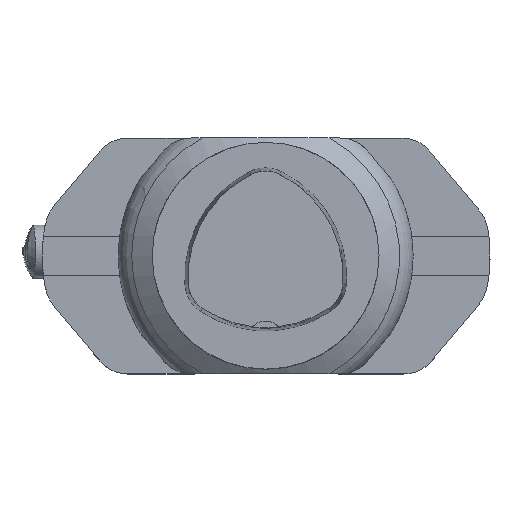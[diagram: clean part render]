
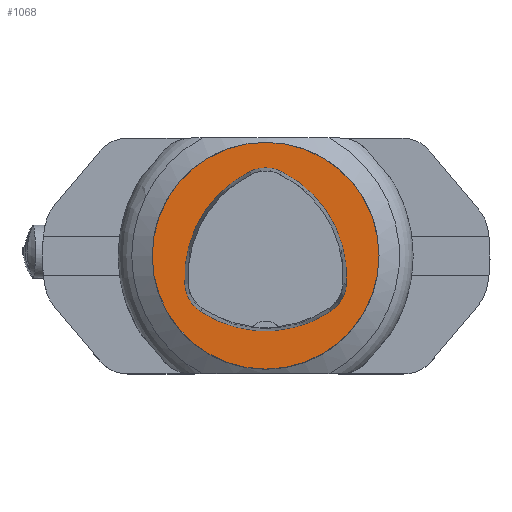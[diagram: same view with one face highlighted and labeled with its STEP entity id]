
A CAD part, top view. The second image highlights one B-rep face of the part: STEP entity #1068.
In plain terms, the highlighted planar face has unit normal (0, 0, 1).
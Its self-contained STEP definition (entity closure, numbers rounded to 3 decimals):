
#740=PLANE('',#8412);
#1068=ADVANCED_FACE('',(#1867,#1868),#740,.T.);
#1576=CIRCLE('',#8399,50.);
#1578=CIRCLE('',#8406,15.5);
#1579=CIRCLE('',#8407,52.);
#1580=CIRCLE('',#8408,15.5);
#1581=CIRCLE('',#8409,52.);
#1582=CIRCLE('',#8410,15.5);
#1583=CIRCLE('',#8411,52.);
#1867=FACE_BOUND('',#1981,.T.);
#1868=FACE_BOUND('',#1982,.T.);
#1981=EDGE_LOOP('',(#2526));
#1982=EDGE_LOOP('',(#2527,#2528,#2529,#2530,#2531,#2532));
#2526=ORIENTED_EDGE('',*,*,#5546,.F.);
#2527=ORIENTED_EDGE('',*,*,#5556,.T.);
#2528=ORIENTED_EDGE('',*,*,#5557,.T.);
#2529=ORIENTED_EDGE('',*,*,#5558,.T.);
#2530=ORIENTED_EDGE('',*,*,#5559,.T.);
#2531=ORIENTED_EDGE('',*,*,#5560,.T.);
#2532=ORIENTED_EDGE('',*,*,#5561,.T.);
#4782=VERTEX_POINT('',#11542);
#4792=VERTEX_POINT('',#11563);
#4793=VERTEX_POINT('',#11564);
#4794=VERTEX_POINT('',#11566);
#4795=VERTEX_POINT('',#11568);
#4796=VERTEX_POINT('',#11570);
#4797=VERTEX_POINT('',#11572);
#5546=EDGE_CURVE('',#4782,#4782,#1576,.T.);
#5556=EDGE_CURVE('',#4792,#4793,#1578,.T.);
#5557=EDGE_CURVE('',#4793,#4794,#1579,.T.);
#5558=EDGE_CURVE('',#4794,#4795,#1580,.T.);
#5559=EDGE_CURVE('',#4795,#4796,#1581,.T.);
#5560=EDGE_CURVE('',#4796,#4797,#1582,.T.);
#5561=EDGE_CURVE('',#4797,#4792,#1583,.T.);
#8399=AXIS2_PLACEMENT_3D('',#11541,#9199,#9200);
#8406=AXIS2_PLACEMENT_3D('',#11562,#9217,#9218);
#8407=AXIS2_PLACEMENT_3D('',#11565,#9219,#9220);
#8408=AXIS2_PLACEMENT_3D('',#11567,#9221,#9222);
#8409=AXIS2_PLACEMENT_3D('',#11569,#9223,#9224);
#8410=AXIS2_PLACEMENT_3D('',#11571,#9225,#9226);
#8411=AXIS2_PLACEMENT_3D('',#11573,#9227,#9228);
#8412=AXIS2_PLACEMENT_3D('',#11574,#9229,#9230);
#9199=DIRECTION('',(0.,0.,-1.));
#9200=DIRECTION('',(-1.,0.,0.));
#9217=DIRECTION('',(0.,0.,-1.));
#9218=DIRECTION('',(-0.5,0.866,0.));
#9219=DIRECTION('',(0.,0.,-1.));
#9220=DIRECTION('',(-0.5,0.866,0.));
#9221=DIRECTION('',(0.,0.,-1.));
#9222=DIRECTION('',(-0.5,0.866,0.));
#9223=DIRECTION('',(0.,0.,-1.));
#9224=DIRECTION('',(-0.5,0.866,0.));
#9225=DIRECTION('',(0.,0.,-1.));
#9226=DIRECTION('',(-0.5,0.866,0.));
#9227=DIRECTION('',(0.,0.,-1.));
#9228=DIRECTION('',(-0.5,0.866,0.));
#9229=DIRECTION('',(0.,0.,1.));
#9230=DIRECTION('',(-1.,0.,0.));
#11541=CARTESIAN_POINT('',(0.,0.,0.));
#11542=CARTESIAN_POINT('',(-50.,0.,0.));
#11562=CARTESIAN_POINT('',(20.135,-11.625,0.));
#11563=CARTESIAN_POINT('',(35.607,-12.566,0.));
#11564=CARTESIAN_POINT('',(28.686,-24.553,0.));
#11565=CARTESIAN_POINT('',(0.,18.819,0.));
#11566=CARTESIAN_POINT('',(-28.686,-24.553,0.));
#11567=CARTESIAN_POINT('',(-20.135,-11.625,0.));
#11568=CARTESIAN_POINT('',(-35.607,-12.566,0.));
#11569=CARTESIAN_POINT('',(16.298,-9.409,0.));
#11570=CARTESIAN_POINT('',(-6.921,37.119,0.));
#11571=CARTESIAN_POINT('',(0.,23.25,0.));
#11572=CARTESIAN_POINT('',(6.921,37.119,0.));
#11573=CARTESIAN_POINT('',(-16.298,-9.409,0.));
#11574=CARTESIAN_POINT('',(0.,0.,0.));
